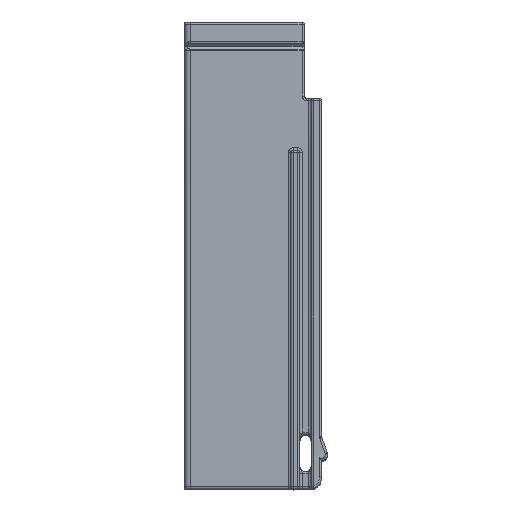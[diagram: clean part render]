
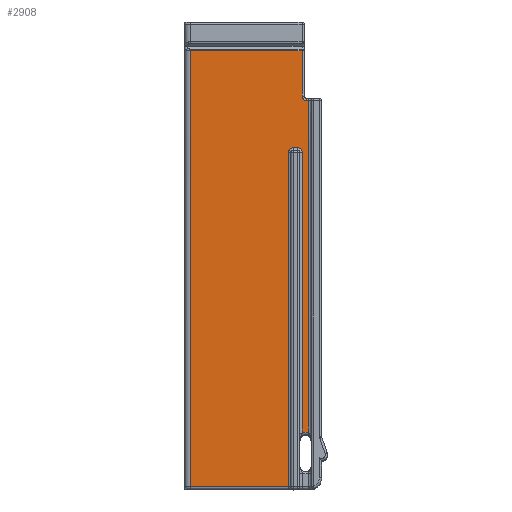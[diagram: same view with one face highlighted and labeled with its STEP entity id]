
A CAD part, top view. The second image highlights one B-rep face of the part: STEP entity #2908.
In plain terms, the highlighted planar face has unit normal (0, 0, 1).
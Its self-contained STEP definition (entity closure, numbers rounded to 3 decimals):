
#243=CARTESIAN_POINT('',(-120.3,53.02,-22.05));
#244=DIRECTION('',(0.,0.,1.));
#245=DIRECTION('',(-1.,0.,0.));
#246=AXIS2_PLACEMENT_3D('',#243,#244,#245);
#248=CARTESIAN_POINT('',(-120.55,-21.38,
-22.05));
#249=DIRECTION('',(0.,0.,1.));
#250=DIRECTION('',(0.412,0.911,0.));
#251=AXIS2_PLACEMENT_3D('',#248,#249,#250);
#253=CARTESIAN_POINT('',(-122.25,40.82,-22.05));
#254=DIRECTION('',(0.,0.,1.));
#255=DIRECTION('',(1.,0.,0.));
#256=AXIS2_PLACEMENT_3D('',#253,#254,#255);
#258=CARTESIAN_POINT('',(-123.25,40.82,-22.05));
#259=DIRECTION('',(0.,0.,1.));
#260=DIRECTION('',(0.,1.,0.));
#261=AXIS2_PLACEMENT_3D('',#258,#259,#260);
#263=DIRECTION('',(0.,1.,0.));
#264=VECTOR('',#263,94.293);
#265=CARTESIAN_POINT('',(-145.5,-31.48,
-22.05));
#266=LINE('',#265,#264);
#271=DIRECTION('',(-1.,0.,0.));
#272=VECTOR('',#271,24.2);
#273=CARTESIAN_POINT('',(-121.3,62.813,-22.05));
#274=LINE('',#273,#272);
#1798=DIRECTION('',(1.,0.,0.));
#1799=VECTOR('',#1798,21.25);
#1800=CARTESIAN_POINT('',(-145.5,-31.48,
-22.05));
#1801=LINE('',#1800,#1799);
#1812=DIRECTION('',(0.,1.,0.));
#1813=VECTOR('',#1812,72.3);
#1814=CARTESIAN_POINT('',(-124.25,-31.48,
-22.05));
#1815=LINE('',#1814,#1813);
#1847=DIRECTION('',(1.,0.,0.));
#1848=VECTOR('',#1847,1.);
#1849=CARTESIAN_POINT('',(-123.25,41.82,
-22.05));
#1850=LINE('',#1849,#1848);
#1869=DIRECTION('',(0.,-1.,0.));
#1870=VECTOR('',#1869,60.651);
#1871=CARTESIAN_POINT('',(-121.25,40.82,
-22.05));
#1872=LINE('',#1871,#1870);
#2161=DIRECTION('',(0.,1.,0.));
#2162=VECTOR('',#2161,71.851);
#2163=CARTESIAN_POINT('',(-119.85,-19.831,
-22.05));
#2164=LINE('',#2163,#2162);
#2203=DIRECTION('',(-1.,0.,0.));
#2204=VECTOR('',#2203,0.45);
#2205=CARTESIAN_POINT('',(-119.85,52.02,
-22.05));
#2206=LINE('',#2205,#2204);
#2222=DIRECTION('',(0.,1.,0.));
#2223=VECTOR('',#2222,9.793);
#2224=CARTESIAN_POINT('',(-121.3,53.02,
-22.05));
#2225=LINE('',#2224,#2223);
#2454=CARTESIAN_POINT('',(-145.5,62.813,
-22.05));
#2493=VERTEX_POINT('',#2454);
#2494=CARTESIAN_POINT('',(-145.5,-31.48,
-22.05));
#2495=VERTEX_POINT('',#2494);
#2580=CARTESIAN_POINT('',(-121.3,62.813,
-22.05));
#2581=VERTEX_POINT('',#2580);
#2582=CARTESIAN_POINT('',(-121.3,53.02,
-22.05));
#2583=VERTEX_POINT('',#2582);
#2584=CARTESIAN_POINT('',(-120.3,52.02,
-22.05));
#2585=VERTEX_POINT('',#2584);
#2586=CARTESIAN_POINT('',(-119.85,52.02,
-22.05));
#2587=VERTEX_POINT('',#2586);
#2588=CARTESIAN_POINT('',(-119.85,-19.831,
-22.05));
#2589=VERTEX_POINT('',#2588);
#2590=CARTESIAN_POINT('',(-121.25,-19.831,
-22.05));
#2591=VERTEX_POINT('',#2590);
#2592=CARTESIAN_POINT('',(-121.25,40.82,
-22.05));
#2593=VERTEX_POINT('',#2592);
#2594=CARTESIAN_POINT('',(-122.25,41.82,
-22.05));
#2595=VERTEX_POINT('',#2594);
#2596=CARTESIAN_POINT('',(-123.25,41.82,
-22.05));
#2597=VERTEX_POINT('',#2596);
#2598=CARTESIAN_POINT('',(-124.25,40.82,
-22.05));
#2599=VERTEX_POINT('',#2598);
#2600=CARTESIAN_POINT('',(-124.25,-31.48,
-22.05));
#2601=VERTEX_POINT('',#2600);
#2876=CARTESIAN_POINT('',(-132.675,15.667,
-22.05));
#2877=DIRECTION('',(0.,0.,1.));
#2878=DIRECTION('',(-1.,0.,0.));
#2879=AXIS2_PLACEMENT_3D('',#2876,#2877,#2878);
#2880=PLANE('',#2879);
#2882=ORIENTED_EDGE('',*,*,#2881,.F.);
#2884=ORIENTED_EDGE('',*,*,#2883,.F.);
#2886=ORIENTED_EDGE('',*,*,#2885,.T.);
#2888=ORIENTED_EDGE('',*,*,#2887,.F.);
#2890=ORIENTED_EDGE('',*,*,#2889,.F.);
#2891=ORIENTED_EDGE('',*,*,#2856,.T.);
#2893=ORIENTED_EDGE('',*,*,#2892,.F.);
#2895=ORIENTED_EDGE('',*,*,#2894,.T.);
#2897=ORIENTED_EDGE('',*,*,#2896,.F.);
#2899=ORIENTED_EDGE('',*,*,#2898,.T.);
#2901=ORIENTED_EDGE('',*,*,#2900,.F.);
#2903=ORIENTED_EDGE('',*,*,#2902,.F.);
#2905=ORIENTED_EDGE('',*,*,#2904,.T.);
#2906=EDGE_LOOP('',(#2882,#2884,#2886,#2888,#2890,#2891,#2893,#2895,#2897,#2899,
#2901,#2903,#2905));
#2907=FACE_OUTER_BOUND('',#2906,.F.);
#247=CIRCLE('',#246,1.);
#252=CIRCLE('',#251,1.7);
#257=CIRCLE('',#256,1.);
#262=CIRCLE('',#261,1.);
#2856=EDGE_CURVE('',#2589,#2591,#252,.T.);
#2881=EDGE_CURVE('',#2581,#2493,#274,.T.);
#2883=EDGE_CURVE('',#2583,#2581,#2225,.T.);
#2885=EDGE_CURVE('',#2583,#2585,#247,.T.);
#2887=EDGE_CURVE('',#2587,#2585,#2206,.T.);
#2889=EDGE_CURVE('',#2589,#2587,#2164,.T.);
#2892=EDGE_CURVE('',#2593,#2591,#1872,.T.);
#2894=EDGE_CURVE('',#2593,#2595,#257,.T.);
#2896=EDGE_CURVE('',#2597,#2595,#1850,.T.);
#2898=EDGE_CURVE('',#2597,#2599,#262,.T.);
#2900=EDGE_CURVE('',#2601,#2599,#1815,.T.);
#2902=EDGE_CURVE('',#2495,#2601,#1801,.T.);
#2904=EDGE_CURVE('',#2495,#2493,#266,.T.);
#2908=ADVANCED_FACE('',(#2907),#2880,.T.);
